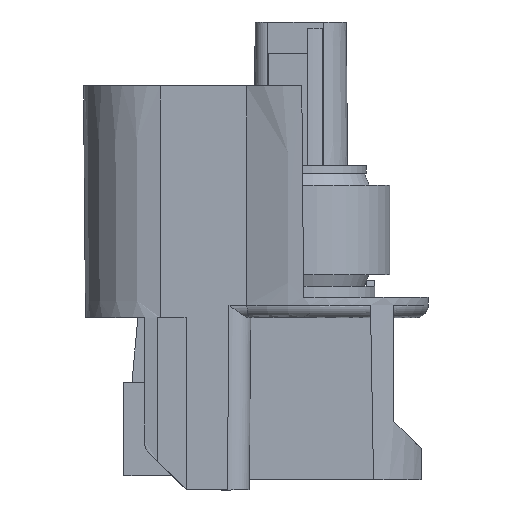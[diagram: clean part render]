
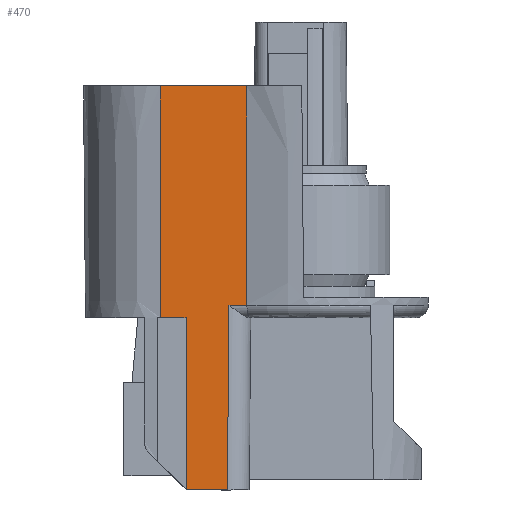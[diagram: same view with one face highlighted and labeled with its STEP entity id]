
A CAD part, left-side view. The second image highlights one B-rep face of the part: STEP entity #470.
In plain terms, the highlighted planar face has unit normal (-1, 0, -0.009).
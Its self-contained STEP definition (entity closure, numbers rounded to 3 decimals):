
#129=B_SPLINE_CURVE_WITH_KNOTS('',3,(#6944,#6945,#6946,#6947,#6948,#6949,
#6950),.UNSPECIFIED.,.F.,.F.,(4,3,4),(0.,0.022,1.),
 .UNSPECIFIED.);
#244=FACE_OUTER_BOUND('',#978,.T.);
#470=ADVANCED_FACE('',(#244),#679,.T.);
#679=PLANE('',#4645);
#978=EDGE_LOOP('',(#1781,#1782,#1783,#1784,#1785,#1786,#1787,#1788));
#1781=ORIENTED_EDGE('',*,*,#3167,.F.);
#1782=ORIENTED_EDGE('',*,*,#3168,.F.);
#1783=ORIENTED_EDGE('',*,*,#3169,.F.);
#1784=ORIENTED_EDGE('',*,*,#3102,.T.);
#1785=ORIENTED_EDGE('',*,*,#3100,.T.);
#1786=ORIENTED_EDGE('',*,*,#3098,.T.);
#1787=ORIENTED_EDGE('',*,*,#3096,.T.);
#1788=ORIENTED_EDGE('',*,*,#3093,.T.);
#2601=VERTEX_POINT('',#6607);
#2602=VERTEX_POINT('',#6608);
#2603=VERTEX_POINT('',#6646);
#2604=VERTEX_POINT('',#6650);
#2605=VERTEX_POINT('',#6654);
#2606=VERTEX_POINT('',#6658);
#2638=VERTEX_POINT('',#6943);
#2639=VERTEX_POINT('',#6953);
#3093=EDGE_CURVE('',#2601,#2602,#3688,.T.);
#3096=EDGE_CURVE('',#2603,#2601,#3689,.T.);
#3098=EDGE_CURVE('',#2604,#2603,#3690,.T.);
#3100=EDGE_CURVE('',#2605,#2604,#3692,.T.);
#3102=EDGE_CURVE('',#2606,#2605,#3694,.T.);
#3167=EDGE_CURVE('',#2638,#2602,#129,.T.);
#3168=EDGE_CURVE('',#2639,#2638,#3724,.T.);
#3169=EDGE_CURVE('',#2606,#2639,#3725,.T.);
#3688=LINE('',#6606,#4205);
#3689=LINE('',#6645,#4206);
#3690=LINE('',#6649,#4207);
#3692=LINE('',#6653,#4209);
#3694=LINE('',#6657,#4211);
#3724=LINE('',#6952,#4241);
#3725=LINE('',#6954,#4242);
#4205=VECTOR('',#5266,1.);
#4206=VECTOR('',#5269,1.);
#4207=VECTOR('',#5274,1.);
#4209=VECTOR('',#5278,1.);
#4211=VECTOR('',#5282,1.);
#4241=VECTOR('',#5412,1.);
#4242=VECTOR('',#5413,1.);
#4645=AXIS2_PLACEMENT_3D('',#6955,#5414,#5415);
#5266=DIRECTION('',(0.,-1.,0.));
#5269=DIRECTION('',(-0.009,-0.009,1.));
#5274=DIRECTION('',(0.,-1.,0.));
#5278=DIRECTION('',(0.009,0.,-1.));
#5282=DIRECTION('',(0.,-1.,0.));
#5412=DIRECTION('',(0.,-1.,0.));
#5413=DIRECTION('',(-0.009,0.,1.));
#5414=DIRECTION('',(-1.,0.,-0.009));
#5415=DIRECTION('',(-0.009,0.,1.));
#6606=CARTESIAN_POINT('',(-9.745,1.691,-10.057));
#6607=CARTESIAN_POINT('',(-9.745,4.601,-10.057));
#6608=CARTESIAN_POINT('',(-9.745,3.449,-10.057));
#6645=CARTESIAN_POINT('',(-9.868,4.478,3.979));
#6646=CARTESIAN_POINT('',(-9.642,4.704,-21.9));
#6649=CARTESIAN_POINT('',(-9.642,3.77,-21.9));
#6650=CARTESIAN_POINT('',(-9.642,7.352,-21.9));
#6653=CARTESIAN_POINT('',(-9.642,7.352,-21.903));
#6654=CARTESIAN_POINT('',(-9.738,7.352,-10.85));
#6657=CARTESIAN_POINT('',(-9.738,6.877,-10.85));
#6658=CARTESIAN_POINT('',(-9.738,9.009,-10.85));
#6943=CARTESIAN_POINT('',(-9.868,3.477,4.));
#6944=CARTESIAN_POINT('',(-9.868,3.477,4.));
#6945=CARTESIAN_POINT('',(-9.867,3.477,3.899));
#6946=CARTESIAN_POINT('',(-9.866,3.477,3.798));
#6947=CARTESIAN_POINT('',(-9.865,3.477,3.697));
#6948=CARTESIAN_POINT('',(-9.825,3.468,-0.887));
#6949=CARTESIAN_POINT('',(-9.785,3.458,-5.472));
#6950=CARTESIAN_POINT('',(-9.745,3.449,-10.057));
#6952=CARTESIAN_POINT('',(-9.868,6.877,4.));
#6953=CARTESIAN_POINT('',(-9.868,9.009,4.));
#6954=CARTESIAN_POINT('',(-9.738,9.009,-10.892));
#6955=CARTESIAN_POINT('',(-9.868,6.877,4.));
